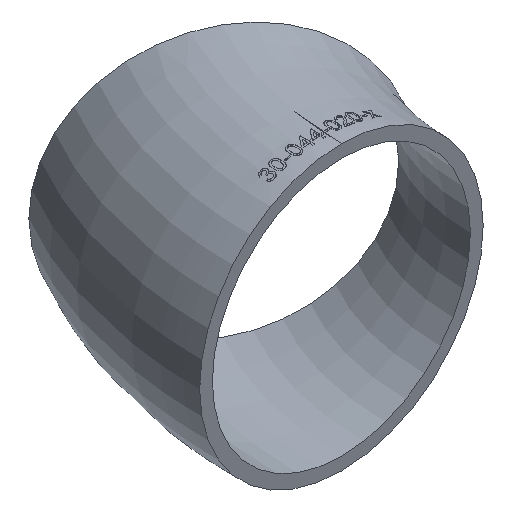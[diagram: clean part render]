
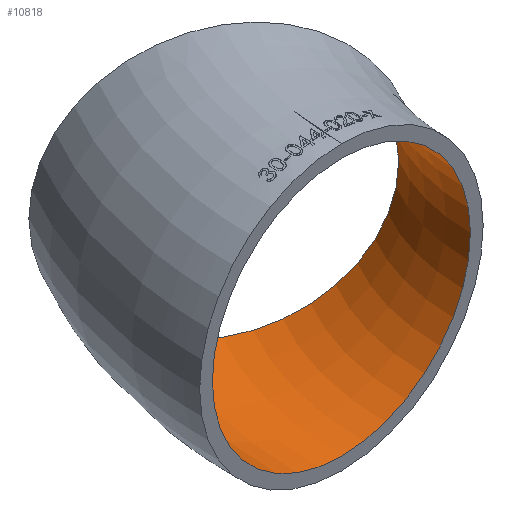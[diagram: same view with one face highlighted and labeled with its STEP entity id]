
A CAD part, isometric view. The second image highlights one B-rep face of the part: STEP entity #10818.
In plain terms, the highlighted toroidal (fillet/blend) face has major radius 51 mm and minor radius 20.25 mm.
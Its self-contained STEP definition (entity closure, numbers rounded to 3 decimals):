
#235 = VERTEX_POINT ( 'NONE', #15083 ) ;
#607 = DIRECTION ( 'NONE',  ( -0.866, 0.5, 0. ) ) ;
#1339 = DIRECTION ( 'NONE',  ( 0., 0., -1. ) ) ;
#1890 = ORIENTED_EDGE ( 'NONE', *, *, #14470, .T. ) ;
#2166 = DIRECTION ( 'NONE',  ( 0., 0., 1. ) ) ;
#2501 = VERTEX_POINT ( 'NONE', #12355 ) ;
#4900 = FACE_OUTER_BOUND ( 'NONE', #15500, .T. ) ;
#4915 = CIRCLE ( 'NONE', #12902, 20.25 ) ;
#5053 = DIRECTION ( 'NONE',  ( -1., 0., 0. ) ) ;
#5447 = TOROIDAL_SURFACE ( 'NONE', #9585, 51., 20.25 ) ;
#5777 = AXIS2_PLACEMENT_3D ( 'NONE', #7963, #15315, #607 ) ;
#6418 = EDGE_CURVE ( 'NONE', #235, #235, #4915, .T. ) ;
#7175 = CARTESIAN_POINT ( 'NONE',  ( -51., 0., 0. ) ) ;
#7478 = CARTESIAN_POINT ( 'NONE',  ( 0., 0., 0. ) ) ;
#7963 = CARTESIAN_POINT ( 'NONE',  ( -44.167, 25.5, 0. ) ) ;
#8641 = CIRCLE ( 'NONE', #5777, 20.25 ) ;
#9585 = AXIS2_PLACEMENT_3D ( 'NONE', #7478, #1339, #5053 ) ;
#9750 = ORIENTED_EDGE ( 'NONE', *, *, #6418, .F. ) ;
#10053 = FACE_OUTER_BOUND ( 'NONE', #13642, .T. ) ;
#10818 = ADVANCED_FACE ( 'NONE', ( #4900, #10053 ), #5447, .F. ) ;
#12355 = CARTESIAN_POINT ( 'NONE',  ( -61.704, 35.625, 0. ) ) ;
#12902 = AXIS2_PLACEMENT_3D ( 'NONE', #7175, #13318, #2166 ) ;
#13318 = DIRECTION ( 'NONE',  ( 0., 1., 0. ) ) ;
#13642 = EDGE_LOOP ( 'NONE', ( #9750 ) ) ;
#14470 = EDGE_CURVE ( 'NONE', #2501, #2501, #8641, .T. ) ;
#15083 = CARTESIAN_POINT ( 'NONE',  ( -51., 0., 20.25 ) ) ;
#15315 = DIRECTION ( 'NONE',  ( 0.5, 0.866, 0. ) ) ;
#15500 = EDGE_LOOP ( 'NONE', ( #1890 ) ) ;
